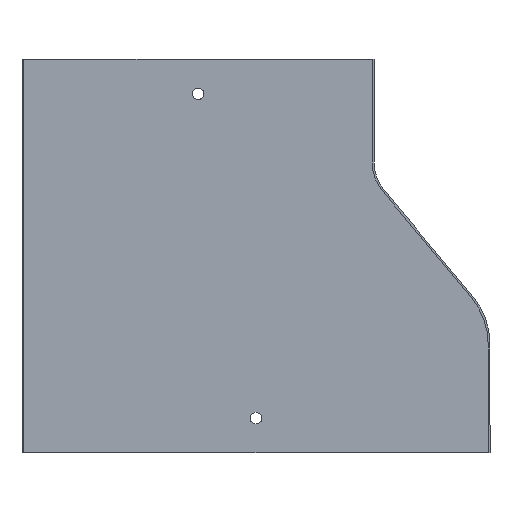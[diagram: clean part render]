
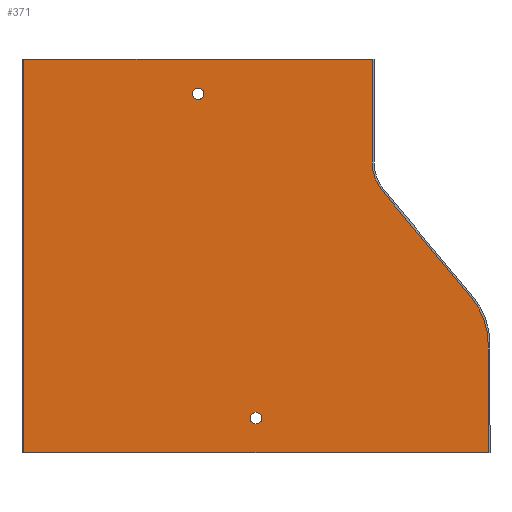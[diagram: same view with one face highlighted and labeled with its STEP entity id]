
A CAD part, front view. The second image highlights one B-rep face of the part: STEP entity #371.
In plain terms, the highlighted planar face has unit normal (0, -1, 0).
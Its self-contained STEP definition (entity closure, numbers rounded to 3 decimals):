
#39 = ORIENTED_EDGE ( 'NONE', *, *, #209, .F. ) ;
#41 = ORIENTED_EDGE ( 'NONE', *, *, #212, .T. ) ;
#42 = ORIENTED_EDGE ( 'NONE', *, *, #211, .F. ) ;
#43 = ORIENTED_EDGE ( 'NONE', *, *, #198, .T. ) ;
#44 = ORIENTED_EDGE ( 'NONE', *, *, #197, .F. ) ;
#46 = ORIENTED_EDGE ( 'NONE', *, *, #195, .F. ) ;
#59 = ORIENTED_EDGE ( 'NONE', *, *, #200, .F. ) ;
#60 = ORIENTED_EDGE ( 'NONE', *, *, #214, .F. ) ;
#74 = ORIENTED_EDGE ( 'NONE', *, *, #204, .F. ) ;
#75 = ORIENTED_EDGE ( 'NONE', *, *, #203, .F. ) ;
#92 = VERTEX_POINT ( 'NONE', #136 ) ;
#93 = VERTEX_POINT ( 'NONE', #135 ) ;
#94 = VERTEX_POINT ( 'NONE', #146 ) ;
#97 = VERTEX_POINT ( 'NONE', #149 ) ;
#98 = VERTEX_POINT ( 'NONE', #152 ) ;
#99 = VERTEX_POINT ( 'NONE', #134 ) ;
#100 = VERTEX_POINT ( 'NONE', #154 ) ;
#102 = VERTEX_POINT ( 'NONE', #138 ) ;
#116 = EDGE_LOOP ( 'NONE', ( #46 ) ) ;
#118 = EDGE_LOOP ( 'NONE', ( #42, #41, #60, #75, #74, #59, #44, #43 ) ) ;
#122 = EDGE_LOOP ( 'NONE', ( #39 ) ) ;
#134 = CARTESIAN_POINT ( 'NONE',  ( 155.557, 0., -56.898 ) ) ;
#135 = CARTESIAN_POINT ( 'NONE',  ( 201.2, 0., -170. ) ) ;
#136 = CARTESIAN_POINT ( 'NONE',  ( 151.2, 0., 0. ) ) ;
#138 = CARTESIAN_POINT ( 'NONE',  ( 151.2, 0., -44.863 ) ) ;
#146 = CARTESIAN_POINT ( 'NONE',  ( 201.2, 0., -122.965 ) ) ;
#149 = CARTESIAN_POINT ( 'NONE',  ( 193.969, 0., -102.991 ) ) ;
#152 = CARTESIAN_POINT ( 'NONE',  ( 0.8, 0., 0. ) ) ;
#154 = CARTESIAN_POINT ( 'NONE',  ( 0.8, 0., -170. ) ) ;
#164 = AXIS2_PLACEMENT_3D ( 'NONE', #346, #324, #332 ) ;
#165 = AXIS2_PLACEMENT_3D ( 'NONE', #362, #339, #338 ) ;
#173 = AXIS2_PLACEMENT_3D ( 'NONE', #354, #353, #352 ) ;
#176 = AXIS2_PLACEMENT_3D ( 'NONE', #328, #320, #317 ) ;
#195 = EDGE_CURVE ( 'NONE', #612, #612, #474, .T. ) ;
#197 = EDGE_CURVE ( 'NONE', #92, #102, #468, .T. ) ;
#198 = EDGE_CURVE ( 'NONE', #92, #98, #464, .T. ) ;
#200 = EDGE_CURVE ( 'NONE', #102, #99, #461, .T. ) ;
#203 = EDGE_CURVE ( 'NONE', #97, #94, #456, .T. ) ;
#204 = EDGE_CURVE ( 'NONE', #99, #97, #454, .T. ) ;
#209 = EDGE_CURVE ( 'NONE', #605, #605, #446, .T. ) ;
#211 = EDGE_CURVE ( 'NONE', #100, #98, #444, .T. ) ;
#212 = EDGE_CURVE ( 'NONE', #100, #93, #449, .T. ) ;
#214 = EDGE_CURVE ( 'NONE', #94, #93, #437, .T. ) ;
#233 = CARTESIAN_POINT ( 'NONE',  ( 151.2, 0., -44.863 ) ) ;
#238 = DIRECTION ( 'NONE',  ( 0., 1., 0. ) ) ;
#253 = DIRECTION ( 'NONE',  ( 0., 0., -1. ) ) ;
#255 = PLANE ( 'NONE',  #557 ) ;
#256 = CARTESIAN_POINT ( 'NONE',  ( 170., 0., -44.863 ) ) ;
#257 = DIRECTION ( 'NONE',  ( 0., 0., 1. ) ) ;
#260 = CARTESIAN_POINT ( 'NONE',  ( 201.2, 0., -44.863 ) ) ;
#280 = DIRECTION ( 'NONE',  ( 0., 0., -1. ) ) ;
#306 = DIRECTION ( 'NONE',  ( -1., 0., 0. ) ) ;
#317 = DIRECTION ( 'NONE',  ( 0., 0., 1. ) ) ;
#320 = DIRECTION ( 'NONE',  ( 0., -1., 0. ) ) ;
#324 = DIRECTION ( 'NONE',  ( 0., 1., 0. ) ) ;
#327 = CARTESIAN_POINT ( 'NONE',  ( 0.8, 0., -44.863 ) ) ;
#328 = CARTESIAN_POINT ( 'NONE',  ( 101., 0., -155. ) ) ;
#332 = DIRECTION ( 'NONE',  ( 0., 0., 1. ) ) ;
#338 = DIRECTION ( 'NONE',  ( 0., 0., 1. ) ) ;
#339 = DIRECTION ( 'NONE',  ( 0., -1., 0. ) ) ;
#340 = DIRECTION ( 'NONE',  ( 0.64, 0., -0.768 ) ) ;
#345 = CARTESIAN_POINT ( 'NONE',  ( 155.557, 0., -56.898 ) ) ;
#346 = CARTESIAN_POINT ( 'NONE',  ( 170., 0., -122.965 ) ) ;
#352 = DIRECTION ( 'NONE',  ( 0., 0., 1. ) ) ;
#353 = DIRECTION ( 'NONE',  ( 0., -1., 0. ) ) ;
#354 = CARTESIAN_POINT ( 'NONE',  ( 76., 0., -15. ) ) ;
#355 = CARTESIAN_POINT ( 'NONE',  ( 152., 0., 0. ) ) ;
#362 = CARTESIAN_POINT ( 'NONE',  ( 170., 0., -44.863 ) ) ;
#364 = DIRECTION ( 'NONE',  ( 1., 0., 0. ) ) ;
#365 = DIRECTION ( 'NONE',  ( 0., 0., 1. ) ) ;
#366 = CARTESIAN_POINT ( 'NONE',  ( 202., 0., -170. ) ) ;
#371 = ADVANCED_FACE ( 'NONE', ( #409, #401, #403 ), #255, .F. ) ;
#401 = FACE_OUTER_BOUND ( 'NONE', #118, .T. ) ;
#403 = FACE_BOUND ( 'NONE', #116, .T. ) ;
#409 = FACE_BOUND ( 'NONE', #122, .T. ) ;
#434 = VECTOR ( 'NONE', #253, 1000. ) ;
#437 = LINE ( 'NONE', #260, #434 ) ;
#438 = VECTOR ( 'NONE', #364, 1000. ) ;
#442 = VECTOR ( 'NONE', #365, 1000. ) ;
#444 = LINE ( 'NONE', #327, #442 ) ;
#446 = CIRCLE ( 'NONE', #173, 2.5 ) ;
#449 = LINE ( 'NONE', #366, #438 ) ;
#452 = VECTOR ( 'NONE', #340, 1000. ) ;
#454 = LINE ( 'NONE', #345, #452 ) ;
#456 = CIRCLE ( 'NONE', #164, 31.2 ) ;
#461 = CIRCLE ( 'NONE', #165, 18.8 ) ;
#462 = VECTOR ( 'NONE', #306, 1000. ) ;
#464 = LINE ( 'NONE', #355, #462 ) ;
#466 = VECTOR ( 'NONE', #280, 1000. ) ;
#468 = LINE ( 'NONE', #233, #466 ) ;
#474 = CIRCLE ( 'NONE', #176, 2.5 ) ;
#557 = AXIS2_PLACEMENT_3D ( 'NONE', #256, #238, #257 ) ;
#605 = VERTEX_POINT ( 'NONE', #637 ) ;
#612 = VERTEX_POINT ( 'NONE', #677 ) ;
#637 = CARTESIAN_POINT ( 'NONE',  ( 76., 0., -12.5 ) ) ;
#677 = CARTESIAN_POINT ( 'NONE',  ( 101., 0., -152.5 ) ) ;
